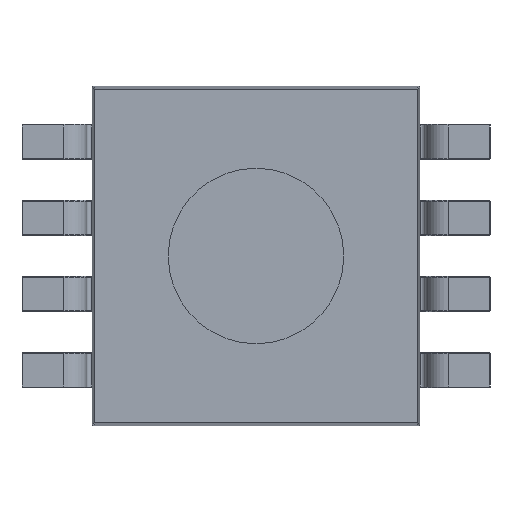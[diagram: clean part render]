
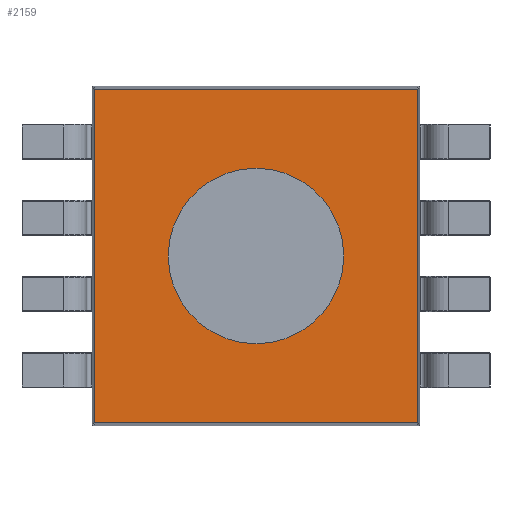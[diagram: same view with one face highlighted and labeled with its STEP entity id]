
A CAD part, front view. The second image highlights one B-rep face of the part: STEP entity #2159.
In plain terms, the highlighted planar face has unit normal (0, -1, 0).
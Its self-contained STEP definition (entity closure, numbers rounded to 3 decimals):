
#24 = VERTEX_POINT('',#25);
#25 = CARTESIAN_POINT('',(0.,0.,0.7));
#31 = EDGE_CURVE('',#32,#24,#34,.T.);
#32 = VERTEX_POINT('',#33);
#33 = CARTESIAN_POINT('',(0.,0.,2.2));
#34 = CIRCLE('',#35,0.75);
#35 = AXIS2_PLACEMENT_3D('',#36,#37,#38);
#36 = CARTESIAN_POINT('',(0.,0.,1.45));
#37 = DIRECTION('',(0.,-1.,0.));
#38 = DIRECTION('',(0.,0.,-1.));
#1869 = EDGE_CURVE('',#1870,#1872,#1874,.T.);
#1870 = VERTEX_POINT('',#1871);
#1871 = CARTESIAN_POINT('',(1.38,0.,2.865));
#1872 = VERTEX_POINT('',#1873);
#1873 = CARTESIAN_POINT('',(1.38,0.,0.035)
  );
#1874 = LINE('',#1875,#1876);
#1875 = CARTESIAN_POINT('',(1.38,0.,2.9));
#1876 = VECTOR('',#1877,1.);
#1877 = DIRECTION('',(-0.,-0.,-1.));
#2104 = EDGE_CURVE('',#2105,#2107,#2109,.T.);
#2105 = VERTEX_POINT('',#2106);
#2106 = CARTESIAN_POINT('',(-1.38,0.,2.865));
#2107 = VERTEX_POINT('',#2108);
#2108 = CARTESIAN_POINT('',(-1.38,0.,0.035
    ));
#2109 = LINE('',#2110,#2111);
#2110 = CARTESIAN_POINT('',(-1.38,0.,2.9));
#2111 = VECTOR('',#2112,1.);
#2112 = DIRECTION('',(-0.,-0.,-1.));
#2159 = ADVANCED_FACE('',(#2160,#2170),#2222,.F.);
#2160 = FACE_BOUND('',#2161,.T.);
#2161 = EDGE_LOOP('',(#2162,#2169));
#2162 = ORIENTED_EDGE('',*,*,#2163,.F.);
#2163 = EDGE_CURVE('',#24,#32,#2164,.T.);
#2164 = CIRCLE('',#2165,0.75);
#2165 = AXIS2_PLACEMENT_3D('',#2166,#2167,#2168);
#2166 = CARTESIAN_POINT('',(0.,0.,1.45));
#2167 = DIRECTION('',(0.,-1.,0.));
#2168 = DIRECTION('',(0.,0.,-1.));
#2169 = ORIENTED_EDGE('',*,*,#31,.F.);
#2170 = FACE_BOUND('',#2171,.T.);
#2171 = EDGE_LOOP('',(#2172,#2182,#2189,#2190,#2199,#2207,#2214,#2215));
#2172 = ORIENTED_EDGE('',*,*,#2173,.F.);
#2173 = EDGE_CURVE('',#2174,#2176,#2178,.T.);
#2174 = VERTEX_POINT('',#2175);
#2175 = CARTESIAN_POINT('',(-1.37,0.,2.875));
#2176 = VERTEX_POINT('',#2177);
#2177 = CARTESIAN_POINT('',(1.37,0.,2.875));
#2178 = LINE('',#2179,#2180);
#2179 = CARTESIAN_POINT('',(-2.001,0.,2.875));
#2180 = VECTOR('',#2181,1.);
#2181 = DIRECTION('',(1.,0.,0.));
#2182 = ORIENTED_EDGE('',*,*,#2183,.T.);
#2183 = EDGE_CURVE('',#2174,#2105,#2184,.T.);
#2184 = ( BOUNDED_CURVE() B_SPLINE_CURVE(3,(#2185,#2186,#2187,#2188),
.UNSPECIFIED.,.F.,.F.) B_SPLINE_CURVE_WITH_KNOTS((4,4),(2.467,
4.037),.PIECEWISE_BEZIER_KNOTS.) CURVE() 
GEOMETRIC_REPRESENTATION_ITEM() RATIONAL_B_SPLINE_CURVE((1.,
0.805,0.805,1.)) REPRESENTATION_ITEM('') );
#2185 = CARTESIAN_POINT('',(-1.37,0.,2.875));
#2186 = CARTESIAN_POINT('',(-1.376,0.,2.875));
#2187 = CARTESIAN_POINT('',(-1.38,0.,2.871));
#2188 = CARTESIAN_POINT('',(-1.38,0.,2.865));
#2189 = ORIENTED_EDGE('',*,*,#2104,.T.);
#2190 = ORIENTED_EDGE('',*,*,#2191,.T.);
#2191 = EDGE_CURVE('',#2107,#2192,#2194,.T.);
#2192 = VERTEX_POINT('',#2193);
#2193 = CARTESIAN_POINT('',(-1.37,0.,0.025)
  );
#2194 = ( BOUNDED_CURVE() B_SPLINE_CURVE(3,(#2195,#2196,#2197,#2198),
.UNSPECIFIED.,.F.,.F.) B_SPLINE_CURVE_WITH_KNOTS((4,4),(5.388,
6.957),.PIECEWISE_BEZIER_KNOTS.) CURVE() 
GEOMETRIC_REPRESENTATION_ITEM() RATIONAL_B_SPLINE_CURVE((1.,
0.805,0.805,1.)) REPRESENTATION_ITEM('') );
#2195 = CARTESIAN_POINT('',(-1.38,0.,0.035
    ));
#2196 = CARTESIAN_POINT('',(-1.38,0.,0.029
    ));
#2197 = CARTESIAN_POINT('',(-1.376,0.,0.025)
  );
#2198 = CARTESIAN_POINT('',(-1.37,0.,0.025)
  );
#2199 = ORIENTED_EDGE('',*,*,#2200,.T.);
#2200 = EDGE_CURVE('',#2192,#2201,#2203,.T.);
#2201 = VERTEX_POINT('',#2202);
#2202 = CARTESIAN_POINT('',(1.37,0.,0.025)
  );
#2203 = LINE('',#2204,#2205);
#2204 = CARTESIAN_POINT('',(-2.001,0.,0.025));
#2205 = VECTOR('',#2206,1.);
#2206 = DIRECTION('',(1.,0.,0.));
#2207 = ORIENTED_EDGE('',*,*,#2208,.T.);
#2208 = EDGE_CURVE('',#2201,#1872,#2209,.T.);
#2209 = ( BOUNDED_CURVE() B_SPLINE_CURVE(3,(#2210,#2211,#2212,#2213),
.UNSPECIFIED.,.F.,.F.) B_SPLINE_CURVE_WITH_KNOTS((4,4),(2.467,
4.037),.PIECEWISE_BEZIER_KNOTS.) CURVE() 
GEOMETRIC_REPRESENTATION_ITEM() RATIONAL_B_SPLINE_CURVE((1.,
0.805,0.805,1.)) REPRESENTATION_ITEM('') );
#2210 = CARTESIAN_POINT('',(1.37,0.,0.025)
  );
#2211 = CARTESIAN_POINT('',(1.376,0.,0.025)
  );
#2212 = CARTESIAN_POINT('',(1.38,0.,0.029)
  );
#2213 = CARTESIAN_POINT('',(1.38,0.,0.035)
  );
#2214 = ORIENTED_EDGE('',*,*,#1869,.F.);
#2215 = ORIENTED_EDGE('',*,*,#2216,.T.);
#2216 = EDGE_CURVE('',#1870,#2176,#2217,.T.);
#2217 = ( BOUNDED_CURVE() B_SPLINE_CURVE(3,(#2218,#2219,#2220,#2221),
.UNSPECIFIED.,.F.,.F.) B_SPLINE_CURVE_WITH_KNOTS((4,4),(5.388,
6.957),.PIECEWISE_BEZIER_KNOTS.) CURVE() 
GEOMETRIC_REPRESENTATION_ITEM() RATIONAL_B_SPLINE_CURVE((1.,
0.805,0.805,1.)) REPRESENTATION_ITEM('') );
#2218 = CARTESIAN_POINT('',(1.38,0.,2.865));
#2219 = CARTESIAN_POINT('',(1.38,0.,2.871));
#2220 = CARTESIAN_POINT('',(1.376,0.,2.875));
#2221 = CARTESIAN_POINT('',(1.37,0.,2.875));
#2222 = PLANE('',#2223);
#2223 = AXIS2_PLACEMENT_3D('',#2224,#2225,#2226);
#2224 = CARTESIAN_POINT('',(1.38,0.,2.9));
#2225 = DIRECTION('',(0.,1.,0.));
#2226 = DIRECTION('',(0.,0.,1.));
